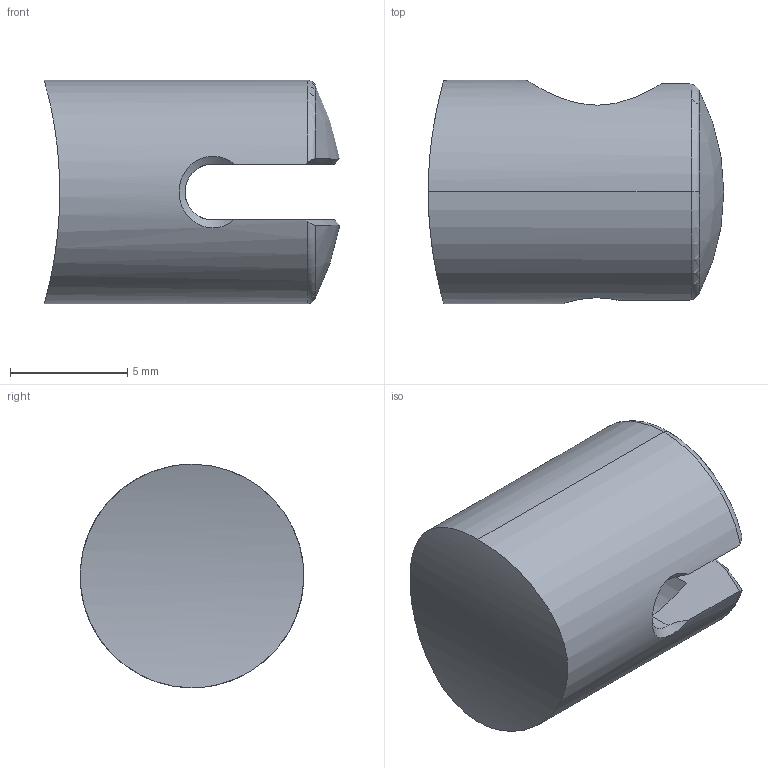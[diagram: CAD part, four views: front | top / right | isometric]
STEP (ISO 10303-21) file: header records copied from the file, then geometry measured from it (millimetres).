
FILE_DESCRIPTION (( 'STEP AP214' ), '1' );
FILE_NAME ('CS0016.STEP', '2012-09-24T15:31:36', ( '' ), ( '' ), 'SwSTEP 2.0', 'SolidWorks 2012', '' );
FILE_SCHEMA (( 'AUTOMOTIVE_DESIGN' ));
Length unit declared in the file: inch
Products named in the file (1): CS0016
Bounding box: 12.59 x 9.52 x 9.53 mm (x, y, z)
Volume: 550.1 mm3; surface area: 593.8 mm2
Topology: 1 solids, 1 shells, 21 faces, 52 edges, 33 vertices
Faces by surface type: cylinder 7, cone 6, torus 3, sphere 2, plane 2, bspline 1
Entity records: 1472 total; most frequent: CARTESIAN_POINT 956, ORIENTED_EDGE 104, DIRECTION 93, EDGE_CURVE 52, AXIS2_PLACEMENT_3D 39, VERTEX_POINT 33, ADVANCED_FACE 21, FACE_OUTER_BOUND 21
